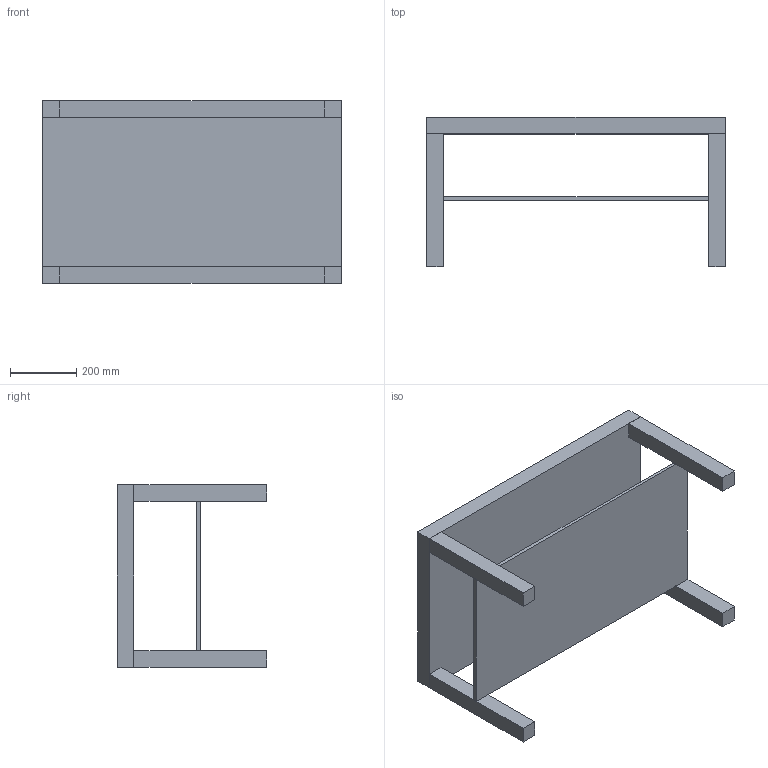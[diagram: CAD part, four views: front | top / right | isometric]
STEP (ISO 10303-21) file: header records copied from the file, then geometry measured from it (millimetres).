
FILE_DESCRIPTION (( 'STEP AP203' ), '1' );
FILE_NAME ('LACK_TABLE.STEP', '2026-01-20T11:21:55', ( '' ), ( '' ), 'SwSTEP 2.0', 'SolidWorks 2024', '' );
FILE_SCHEMA (( 'CONFIG_CONTROL_DESIGN' ));
Length unit declared in the file: millimetre
Products named in the file (1): LACK_TABLE
Bounding box: 900 x 450 x 550 mm (x, y, z)
Surface area: 2302000 mm2 (no closed solid volume)
Topology: 0 solids, 6 shells, 32 faces, 72 edges, 48 vertices
Faces by surface type: plane 32
Entity records: 928 total; most frequent: CARTESIAN_POINT 153, DIRECTION 138, ORIENTED_EDGE 128, EDGE_CURVE 72, LINE 72, VECTOR 72, VERTEX_POINT 48, AXIS2_PLACEMENT_3D 33
